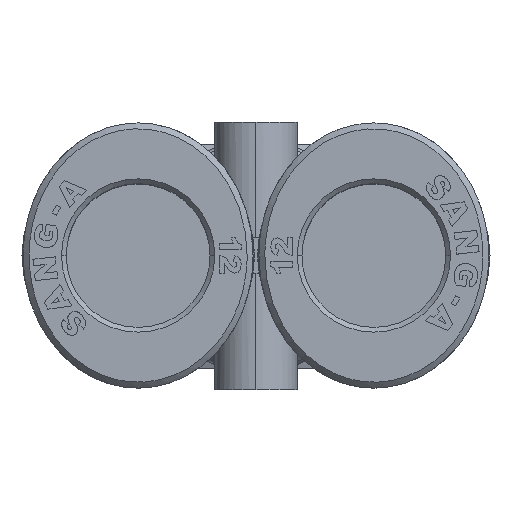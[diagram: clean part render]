
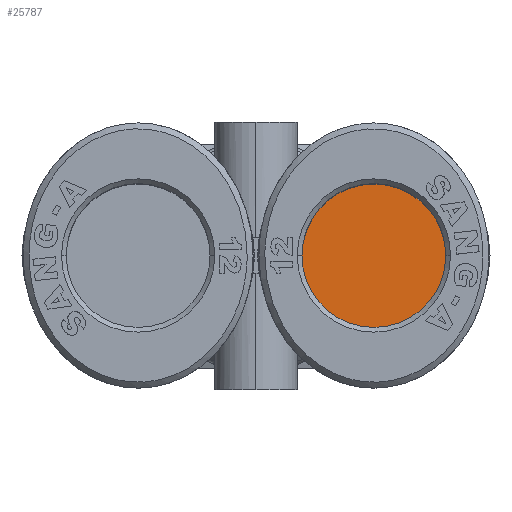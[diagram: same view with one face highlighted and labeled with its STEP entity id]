
A CAD part, top view. The second image highlights one B-rep face of the part: STEP entity #25787.
In plain terms, the highlighted face is planar.
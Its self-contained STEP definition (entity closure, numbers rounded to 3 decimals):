
#1353=CARTESIAN_POINT('',(-16.428,0.,16.1));
#1354=VERTEX_POINT('',#1353);
#1363=CARTESIAN_POINT('',(-16.428,0.,3.9));
#1364=VERTEX_POINT('',#1363);
#1365=CARTESIAN_POINT('',(-16.428,0.,10.));
#1366=DIRECTION('',(1.0,0.0,0.0));
#1367=DIRECTION('',(0.0,0.0,1.0));
#1368=AXIS2_PLACEMENT_3D('',#1365,#1366,#1367);
#1369=CIRCLE('',#1368,6.1);
#1370=EDGE_CURVE('',#1354,#1364,#1369,.T.);
#25768=CARTESIAN_POINT('',(-16.428,0.,10.));
#25769=DIRECTION('',(1.0,0.0,0.0));
#25770=DIRECTION('',(0.0,0.0,1.0));
#25771=AXIS2_PLACEMENT_3D('',#25768,#25769,#25770);
#25772=CIRCLE('',#25771,6.1);
#25773=EDGE_CURVE('',#1364,#1354,#25772,.T.);
#25778=CARTESIAN_POINT('',(-16.428,0.,10.));
#25779=DIRECTION('',(1.0,0.0,0.0));
#25780=DIRECTION('',(0.0,0.0,1.0));
#25781=AXIS2_PLACEMENT_3D('',#25778,#25779,#25780);
#25782=PLANE('',#25781);
#25783=ORIENTED_EDGE('',*,*,#1370,.F.);
#25784=ORIENTED_EDGE('',*,*,#25773,.F.);
#25785=EDGE_LOOP('',(#25783,#25784));
#25786=FACE_OUTER_BOUND('',#25785,.T.);
#25787=ADVANCED_FACE('',(#25786),#25782,.F.);
